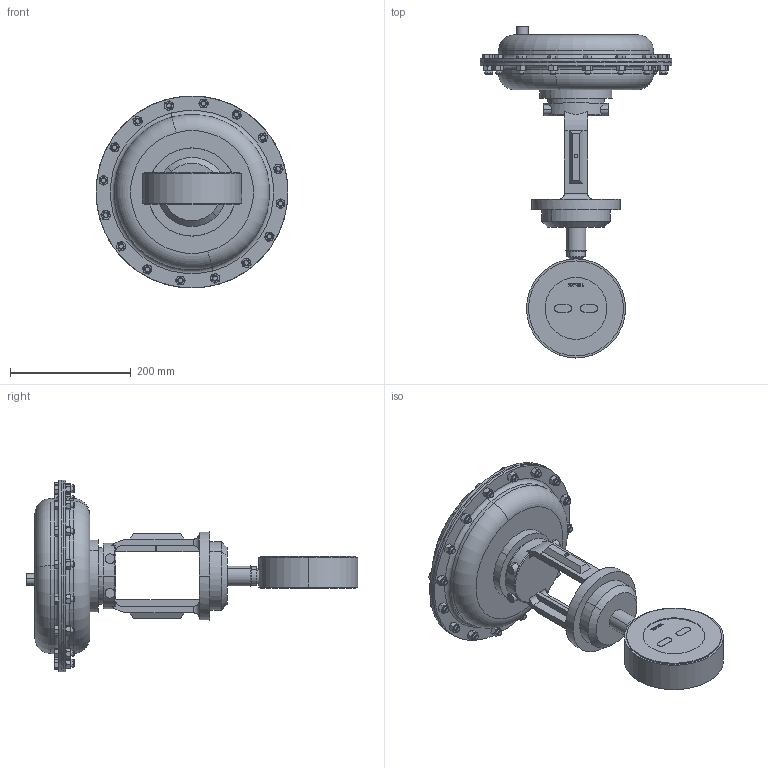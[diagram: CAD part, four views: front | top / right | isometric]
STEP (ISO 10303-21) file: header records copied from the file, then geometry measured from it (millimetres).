
FILE_DESCRIPTION (( 'STEP AP203' ), '1' );
FILE_NAME ('75-400-CB+SB-I3-55M.STEP', '2017-08-24T18:23:55', ( '' ), ( '' ), 'SwSTEP 2.0', 'SolidWorks 2014', '' );
FILE_SCHEMA (( 'CONFIG_CONTROL_DESIGN' ));
Length unit declared in the file: inch
Products named in the file (1): 75-400-CB+SB-I3-55M
Bounding box: 317.33 x 548.84 x 317.2 mm (x, y, z)
Volume: 7138194.4 mm3; surface area: 404053.2 mm2
Topology: 1 solids, 1 shells, 839 faces, 1929 edges, 1167 vertices
Faces by surface type: plane 345, cone 332, cylinder 104, bspline 47, torus 11
Entity records: 29316 total; most frequent: CARTESIAN_POINT 11465, ORIENTED_EDGE 3858, DIRECTION 3359, EDGE_CURVE 1929, AXIS2_PLACEMENT_3D 1339, VERTEX_POINT 1167, EDGE_LOOP 918, FACE_OUTER_BOUND 839
